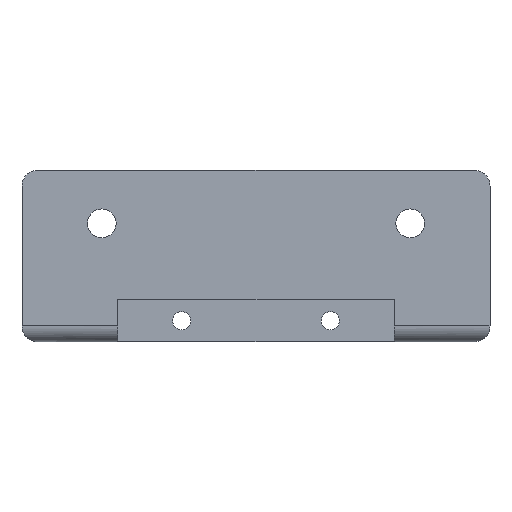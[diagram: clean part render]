
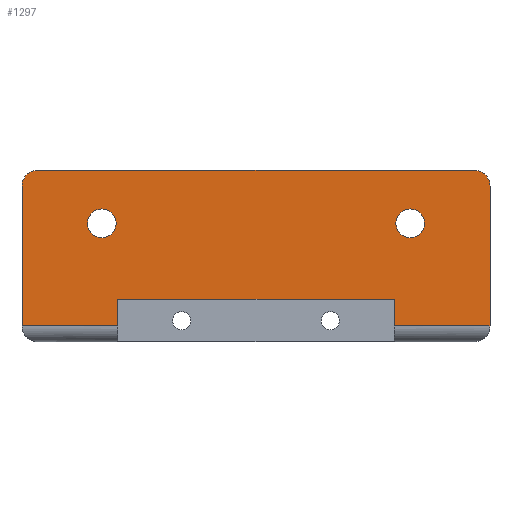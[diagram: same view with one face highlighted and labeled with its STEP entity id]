
A CAD part, front view. The second image highlights one B-rep face of the part: STEP entity #1297.
In plain terms, the highlighted planar face has unit normal (0, -1, 0).
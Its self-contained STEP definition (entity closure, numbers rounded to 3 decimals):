
#51=FACE_BOUND('',#227,.T.);
#52=FACE_BOUND('',#228,.T.);
#64=CIRCLE('',#1367,2.7);
#66=CIRCLE('',#1370,2.7);
#91=CIRCLE('',#1421,3.);
#92=CIRCLE('',#1422,3.);
#145=FACE_OUTER_BOUND('',#226,.T.);
#226=EDGE_LOOP('',(#1034,#1035,#1036,#1037,#1038,#1039,#1040,#1041,#1042,
#1043));
#227=EDGE_LOOP('',(#1044));
#228=EDGE_LOOP('',(#1045));
#341=LINE('',#2054,#478);
#344=LINE('',#2062,#481);
#349=LINE('',#2077,#486);
#350=LINE('',#2080,#487);
#352=LINE('',#2086,#489);
#353=LINE('',#2089,#490);
#354=LINE('',#2091,#491);
#355=LINE('',#2092,#492);
#478=VECTOR('',#1673,10.);
#481=VECTOR('',#1682,10.);
#486=VECTOR('',#1697,10.);
#487=VECTOR('',#1700,10.);
#489=VECTOR('',#1706,10.);
#490=VECTOR('',#1709,10.);
#491=VECTOR('',#1710,10.);
#492=VECTOR('',#1711,10.);
#582=VERTEX_POINT('',#1963);
#584=VERTEX_POINT('',#1969);
#609=VERTEX_POINT('',#2051);
#610=VERTEX_POINT('',#2053);
#612=VERTEX_POINT('',#2061);
#614=VERTEX_POINT('',#2067);
#617=VERTEX_POINT('',#2075);
#618=VERTEX_POINT('',#2079);
#619=VERTEX_POINT('',#2083);
#620=VERTEX_POINT('',#2085);
#621=VERTEX_POINT('',#2088);
#622=VERTEX_POINT('',#2090);
#715=EDGE_CURVE('',#582,#582,#64,.T.);
#718=EDGE_CURVE('',#584,#584,#66,.T.);
#759=EDGE_CURVE('',#610,#609,#341,.T.);
#763=EDGE_CURVE('',#610,#612,#344,.T.);
#771=EDGE_CURVE('',#617,#614,#349,.T.);
#772=EDGE_CURVE('',#614,#618,#350,.T.);
#774=EDGE_CURVE('',#619,#609,#91,.T.);
#775=EDGE_CURVE('',#619,#620,#352,.T.);
#776=EDGE_CURVE('',#618,#620,#92,.T.);
#777=EDGE_CURVE('',#617,#621,#353,.T.);
#778=EDGE_CURVE('',#621,#622,#354,.T.);
#779=EDGE_CURVE('',#622,#612,#355,.T.);
#1034=ORIENTED_EDGE('',*,*,#763,.F.);
#1035=ORIENTED_EDGE('',*,*,#759,.T.);
#1036=ORIENTED_EDGE('',*,*,#774,.F.);
#1037=ORIENTED_EDGE('',*,*,#775,.T.);
#1038=ORIENTED_EDGE('',*,*,#776,.F.);
#1039=ORIENTED_EDGE('',*,*,#772,.F.);
#1040=ORIENTED_EDGE('',*,*,#771,.F.);
#1041=ORIENTED_EDGE('',*,*,#777,.T.);
#1042=ORIENTED_EDGE('',*,*,#778,.T.);
#1043=ORIENTED_EDGE('',*,*,#779,.T.);
#1044=ORIENTED_EDGE('',*,*,#715,.T.);
#1045=ORIENTED_EDGE('',*,*,#718,.T.);
#1230=PLANE('',#1420);
#1297=ADVANCED_FACE('',(#145,#51,#52),#1230,.T.);
#1367=AXIS2_PLACEMENT_3D('',#1965,#1568,#1569);
#1370=AXIS2_PLACEMENT_3D('',#1971,#1575,#1576);
#1420=AXIS2_PLACEMENT_3D('',#2082,#1702,#1703);
#1421=AXIS2_PLACEMENT_3D('',#2084,#1704,#1705);
#1422=AXIS2_PLACEMENT_3D('',#2087,#1707,#1708);
#1568=DIRECTION('center_axis',(0.,1.,0.));
#1569=DIRECTION('ref_axis',(-1.,0.,0.));
#1575=DIRECTION('center_axis',(0.,1.,0.));
#1576=DIRECTION('ref_axis',(-1.,0.,0.));
#1673=DIRECTION('',(0.,0.,1.));
#1682=DIRECTION('',(-1.,0.,0.));
#1697=DIRECTION('',(-1.,0.,0.));
#1700=DIRECTION('',(0.,0.,1.));
#1702=DIRECTION('center_axis',(0.,-1.,0.));
#1703=DIRECTION('ref_axis',(0.,0.,-1.));
#1704=DIRECTION('center_axis',(0.,1.,0.));
#1705=DIRECTION('ref_axis',(0.707,0.,0.707));
#1706=DIRECTION('',(-1.,0.,0.));
#1707=DIRECTION('center_axis',(0.,1.,0.));
#1708=DIRECTION('ref_axis',(-0.707,0.,0.707));
#1709=DIRECTION('',(0.,0.,1.));
#1710=DIRECTION('',(1.,0.,0.));
#1711=DIRECTION('',(0.,0.,-1.));
#1963=CARTESIAN_POINT('',(9.2,-25.,14.25));
#1965=CARTESIAN_POINT('Origin',(6.5,-25.,14.25));
#1969=CARTESIAN_POINT('',(67.2,-25.,14.25));
#1971=CARTESIAN_POINT('Origin',(64.5,-25.,14.25));
#2051=CARTESIAN_POINT('',(79.5,-25.,21.25));
#2053=CARTESIAN_POINT('',(79.5,-25.,-5.05));
#2054=CARTESIAN_POINT('',(79.5,-25.,-6.55));
#2061=CARTESIAN_POINT('',(61.5,-25.,-5.05));
#2062=CARTESIAN_POINT('',(15.25,-25.,-5.05));
#2067=CARTESIAN_POINT('',(-8.5,-25.,-5.05));
#2075=CARTESIAN_POINT('',(9.5,-25.,-5.05));
#2077=CARTESIAN_POINT('',(15.25,-25.,-5.05));
#2079=CARTESIAN_POINT('',(-8.5,-25.,21.25));
#2080=CARTESIAN_POINT('',(-8.5,-25.,9.25));
#2082=CARTESIAN_POINT('Origin',(35.5,-25.,-1.15));
#2083=CARTESIAN_POINT('',(76.5,-25.,24.25));
#2084=CARTESIAN_POINT('Origin',(76.5,-25.,21.25));
#2085=CARTESIAN_POINT('',(-5.5,-25.,24.25));
#2086=CARTESIAN_POINT('',(79.5,-25.,24.25));
#2087=CARTESIAN_POINT('Origin',(-5.5,-25.,21.25));
#2088=CARTESIAN_POINT('',(9.5,-25.,-0.05));
#2089=CARTESIAN_POINT('',(9.5,-25.,-4.6));
#2090=CARTESIAN_POINT('',(61.5,-25.,-0.05));
#2091=CARTESIAN_POINT('',(22.5,-25.,-0.05));
#2092=CARTESIAN_POINT('',(61.5,-25.,-0.6));
